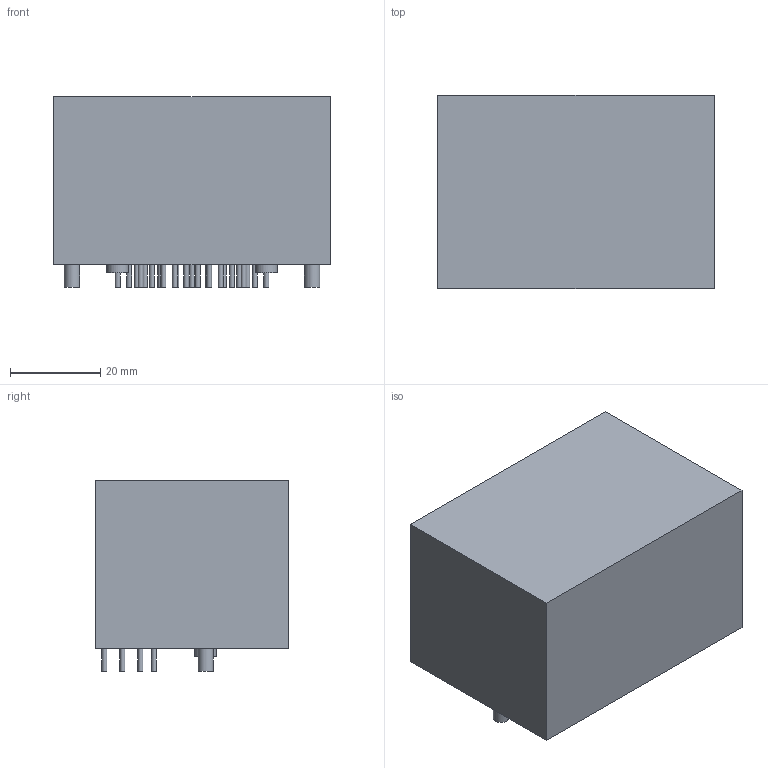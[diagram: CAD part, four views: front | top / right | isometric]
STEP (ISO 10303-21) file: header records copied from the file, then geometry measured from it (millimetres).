
FILE_DESCRIPTION(('FreeCAD Model'),'2;1');
FILE_NAME('722090.1.2.stp','2020-04-09T07:40:57',( 'Author'),(''),'Open CASCADE STEP processor 6.9','FreeCAD','Unknown' );
FILE_SCHEMA(('AUTOMOTIVE_DESIGN { 1 0 10303 214 1 1 1 1 }'));
Length unit declared in the file: millimetre
Products named in the file (4): ASSEMBLY; Body; Lugs; Leads
Assembly tree (97 placements, depth 2):
  ASSEMBLY
    Body
    Lugs  x48
    Leads  x48
Bounding box: 61.34 x 42.9 x 42.4 mm (x, y, z)
Surface area: 67329 mm2
Topology: 2305 solids, 2305 shells, 6918 faces, 6924 edges, 4616 vertices
Faces by surface type: plane 4614, cylinder 2304
Full cylindrical faces by diameter (mm): 1.1 x2112, 3.4 x96, 4.8 x96
Entity records: 5990 total; most frequent: DIRECTION 1060, CARTESIAN_POINT 820, AXIS2_PLACEMENT_3D 344, ORIENTED_EDGE 312, PCURVE 312, DEFINITIONAL_REPRESENTATION 312, LINE 276, VECTOR 276
